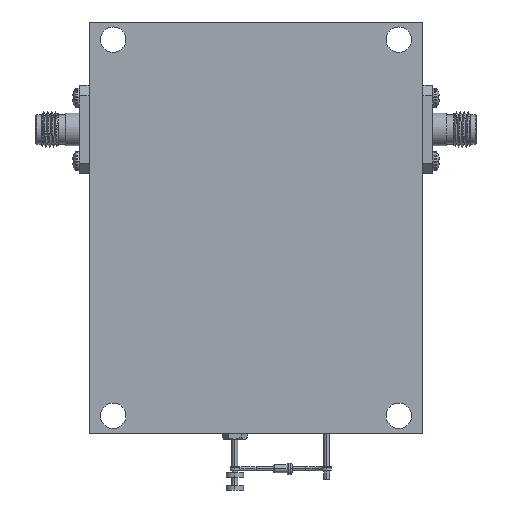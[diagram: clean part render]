
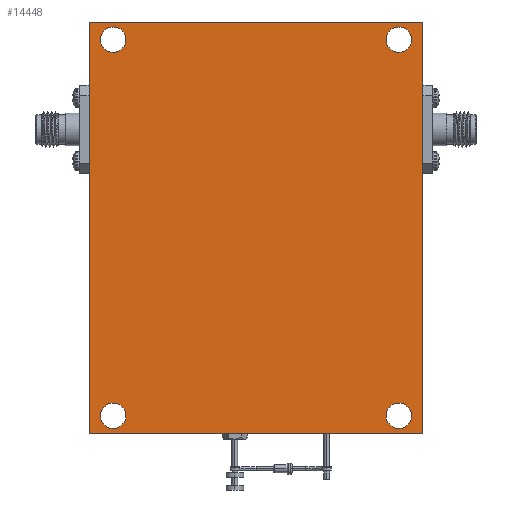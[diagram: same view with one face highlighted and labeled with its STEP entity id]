
A CAD part, front view. The second image highlights one B-rep face of the part: STEP entity #14448.
In plain terms, the highlighted planar face has unit normal (0, -1, 0).
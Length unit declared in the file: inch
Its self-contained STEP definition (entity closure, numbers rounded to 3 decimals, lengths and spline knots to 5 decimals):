
#191 = DIRECTION ( 'NONE',  ( 0., 1., 0. ) ) ;
#378 = VECTOR ( 'NONE', #26579, 39.37008 ) ;
#877 = ORIENTED_EDGE ( 'NONE', *, *, #65063, .T. ) ;
#1447 = CARTESIAN_POINT ( 'NONE',  ( 1.01, -0.315, 1.42 ) ) ;
#2393 = DIRECTION ( 'NONE',  ( 0., 0., 1. ) ) ;
#2450 = EDGE_CURVE ( 'NONE', #55345, #44133, #68957, .T. ) ;
#2914 = CARTESIAN_POINT ( 'NONE',  ( 1.01, -0.315, 1.24 ) ) ;
#4029 = ORIENTED_EDGE ( 'NONE', *, *, #25088, .T. ) ;
#4757 = VERTEX_POINT ( 'NONE', #45542 ) ;
#5715 = CARTESIAN_POINT ( 'NONE',  ( 1.01, -0.315, 1.33 ) ) ;
#5898 = DIRECTION ( 'NONE',  ( 0., 1., 0. ) ) ;
#7343 = DIRECTION ( 'NONE',  ( 0., 0., 1. ) ) ;
#7981 = ORIENTED_EDGE ( 'NONE', *, *, #27034, .T. ) ;
#8138 = CARTESIAN_POINT ( 'NONE',  ( -1.01, -0.315, -1.24 ) ) ;
#8706 = EDGE_LOOP ( 'NONE', ( #7981, #24394 ) ) ;
#9479 = CARTESIAN_POINT ( 'NONE',  ( 1.01, -0.315, -1.24 ) ) ;
#9480 = PLANE ( 'NONE',  #59420 ) ;
#10675 = DIRECTION ( 'NONE',  ( 0., 0., 1. ) ) ;
#10928 = CIRCLE ( 'NONE', #40867, 0.09 ) ;
#10948 = CARTESIAN_POINT ( 'NONE',  ( -1.01, -0.315, 1.42 ) ) ;
#11122 = DIRECTION ( 'NONE',  ( 0., 0., 1. ) ) ;
#11847 = CARTESIAN_POINT ( 'NONE',  ( 1.01, -0.315, 1.33 ) ) ;
#13914 = CARTESIAN_POINT ( 'NONE',  ( -1.01, -0.315, -1.42 ) ) ;
#14192 = FACE_BOUND ( 'NONE', #71515, .T. ) ;
#14195 = CIRCLE ( 'NONE', #52747, 0.09 ) ;
#14448 = ADVANCED_FACE ( 'NONE', ( #14192, #41920, #44627, #55055, #29813 ), #9480, .T. ) ;
#14506 = DIRECTION ( 'NONE',  ( 0., 0., -1. ) ) ;
#17287 = DIRECTION ( 'NONE',  ( 0., 1., 0. ) ) ;
#17369 = ORIENTED_EDGE ( 'NONE', *, *, #54122, .F. ) ;
#18526 = AXIS2_PLACEMENT_3D ( 'NONE', #50618, #17287, #50863 ) ;
#19728 = VERTEX_POINT ( 'NONE', #69596 ) ;
#21019 = VERTEX_POINT ( 'NONE', #26233 ) ;
#21123 = CARTESIAN_POINT ( 'NONE',  ( 0., -0.315, 0. ) ) ;
#21581 = EDGE_LOOP ( 'NONE', ( #17369, #33752, #35504, #23099 ) ) ;
#21826 = CARTESIAN_POINT ( 'NONE',  ( 1.01, -0.315, -1.33 ) ) ;
#22691 = CIRCLE ( 'NONE', #45665, 0.09 ) ;
#22819 = CARTESIAN_POINT ( 'NONE',  ( -1.01, -0.315, 1.33 ) ) ;
#23099 = ORIENTED_EDGE ( 'NONE', *, *, #2450, .F. ) ;
#24394 = ORIENTED_EDGE ( 'NONE', *, *, #36167, .T. ) ;
#25088 = EDGE_CURVE ( 'NONE', #29698, #4757, #34732, .T. ) ;
#26233 = CARTESIAN_POINT ( 'NONE',  ( -1.18, -0.315, 1.455 ) ) ;
#26579 = DIRECTION ( 'NONE',  ( 0., 0., 1. ) ) ;
#27034 = EDGE_CURVE ( 'NONE', #30590, #33775, #10928, .T. ) ;
#27649 = DIRECTION ( 'NONE',  ( 0., 1., 0. ) ) ;
#29698 = VERTEX_POINT ( 'NONE', #9479 ) ;
#29813 = FACE_OUTER_BOUND ( 'NONE', #21581, .T. ) ;
#29937 = CIRCLE ( 'NONE', #33714, 0.09 ) ;
#30419 = VERTEX_POINT ( 'NONE', #2914 ) ;
#30590 = VERTEX_POINT ( 'NONE', #10948 ) ;
#31329 = CARTESIAN_POINT ( 'NONE',  ( -1.01, -0.315, 1.24 ) ) ;
#31760 = EDGE_LOOP ( 'NONE', ( #41965, #54518 ) ) ;
#32592 = DIRECTION ( 'NONE',  ( 0., 1., 0. ) ) ;
#33380 = LINE ( 'NONE', #59959, #378 ) ;
#33667 = DIRECTION ( 'NONE',  ( 0., 0., 1. ) ) ;
#33714 = AXIS2_PLACEMENT_3D ( 'NONE', #38454, #32592, #71163 ) ;
#33752 = ORIENTED_EDGE ( 'NONE', *, *, #38871, .F. ) ;
#33775 = VERTEX_POINT ( 'NONE', #31329 ) ;
#33979 = DIRECTION ( 'NONE',  ( 0., 1., 0. ) ) ;
#34064 = VERTEX_POINT ( 'NONE', #1447 ) ;
#34459 = CIRCLE ( 'NONE', #35545, 0.09 ) ;
#34732 = CIRCLE ( 'NONE', #18526, 0.09 ) ;
#35504 = ORIENTED_EDGE ( 'NONE', *, *, #64103, .F. ) ;
#35545 = AXIS2_PLACEMENT_3D ( 'NONE', #62882, #5898, #7343 ) ;
#36167 = EDGE_CURVE ( 'NONE', #33775, #30590, #22691, .T. ) ;
#36264 = CARTESIAN_POINT ( 'NONE',  ( -1.18, -0.315, 1.455 ) ) ;
#37311 = EDGE_LOOP ( 'NONE', ( #4029, #877 ) ) ;
#38236 = EDGE_CURVE ( 'NONE', #67646, #63820, #34459, .T. ) ;
#38454 = CARTESIAN_POINT ( 'NONE',  ( -1.01, -0.315, -1.33 ) ) ;
#38871 = EDGE_CURVE ( 'NONE', #21019, #19728, #67568, .T. ) ;
#39197 = EDGE_CURVE ( 'NONE', #63820, #67646, #29937, .T. ) ;
#39444 = CARTESIAN_POINT ( 'NONE',  ( -1.18, -0.315, -1.455 ) ) ;
#40867 = AXIS2_PLACEMENT_3D ( 'NONE', #22819, #33979, #2393 ) ;
#41356 = DIRECTION ( 'NONE',  ( 1., 0., 0. ) ) ;
#41920 = FACE_BOUND ( 'NONE', #37311, .T. ) ;
#41965 = ORIENTED_EDGE ( 'NONE', *, *, #61966, .T. ) ;
#42106 = EDGE_CURVE ( 'NONE', #30419, #34064, #56543, .T. ) ;
#42660 = AXIS2_PLACEMENT_3D ( 'NONE', #21826, #27649, #10675 ) ;
#43743 = DIRECTION ( 'NONE',  ( 0., -1., 0. ) ) ;
#44133 = VERTEX_POINT ( 'NONE', #60905 ) ;
#44256 = DIRECTION ( 'NONE',  ( 0., 0., 1. ) ) ;
#44627 = FACE_BOUND ( 'NONE', #8706, .T. ) ;
#45390 = LINE ( 'NONE', #58343, #54996 ) ;
#45542 = CARTESIAN_POINT ( 'NONE',  ( 1.01, -0.315, -1.42 ) ) ;
#45665 = AXIS2_PLACEMENT_3D ( 'NONE', #66517, #60608, #44256 ) ;
#48857 = DIRECTION ( 'NONE',  ( 0., 0., -1. ) ) ;
#50494 = DIRECTION ( 'NONE',  ( 0., 1., 0. ) ) ;
#50572 = CARTESIAN_POINT ( 'NONE',  ( 1.18, -0.315, -1.455 ) ) ;
#50618 = CARTESIAN_POINT ( 'NONE',  ( 1.01, -0.315, -1.33 ) ) ;
#50863 = DIRECTION ( 'NONE',  ( 0., 0., 1. ) ) ;
#51766 = VECTOR ( 'NONE', #41356, 39.37008 ) ;
#52356 = ORIENTED_EDGE ( 'NONE', *, *, #39197, .T. ) ;
#52456 = CIRCLE ( 'NONE', #42660, 0.09 ) ;
#52747 = AXIS2_PLACEMENT_3D ( 'NONE', #5715, #50494, #11122 ) ;
#54044 = VECTOR ( 'NONE', #67543, 39.37008 ) ;
#54122 = EDGE_CURVE ( 'NONE', #19728, #55345, #45390, .T. ) ;
#54518 = ORIENTED_EDGE ( 'NONE', *, *, #42106, .T. ) ;
#54996 = VECTOR ( 'NONE', #14506, 39.37008 ) ;
#55055 = FACE_BOUND ( 'NONE', #31760, .T. ) ;
#55345 = VERTEX_POINT ( 'NONE', #50572 ) ;
#56543 = CIRCLE ( 'NONE', #64703, 0.09 ) ;
#58343 = CARTESIAN_POINT ( 'NONE',  ( 1.18, -0.315, 1.455 ) ) ;
#59420 = AXIS2_PLACEMENT_3D ( 'NONE', #21123, #43743, #48857 ) ;
#59959 = CARTESIAN_POINT ( 'NONE',  ( -1.18, -0.315, 1.455 ) ) ;
#60608 = DIRECTION ( 'NONE',  ( 0., 1., 0. ) ) ;
#60905 = CARTESIAN_POINT ( 'NONE',  ( -1.18, -0.315, -1.455 ) ) ;
#61077 = ORIENTED_EDGE ( 'NONE', *, *, #38236, .T. ) ;
#61966 = EDGE_CURVE ( 'NONE', #34064, #30419, #14195, .T. ) ;
#62882 = CARTESIAN_POINT ( 'NONE',  ( -1.01, -0.315, -1.33 ) ) ;
#63820 = VERTEX_POINT ( 'NONE', #8138 ) ;
#64103 = EDGE_CURVE ( 'NONE', #44133, #21019, #33380, .T. ) ;
#64703 = AXIS2_PLACEMENT_3D ( 'NONE', #11847, #191, #33667 ) ;
#65063 = EDGE_CURVE ( 'NONE', #4757, #29698, #52456, .T. ) ;
#66517 = CARTESIAN_POINT ( 'NONE',  ( -1.01, -0.315, 1.33 ) ) ;
#67543 = DIRECTION ( 'NONE',  ( -1., 0., 0. ) ) ;
#67568 = LINE ( 'NONE', #36264, #51766 ) ;
#67646 = VERTEX_POINT ( 'NONE', #13914 ) ;
#68957 = LINE ( 'NONE', #39444, #54044 ) ;
#69596 = CARTESIAN_POINT ( 'NONE',  ( 1.18, -0.315, 1.455 ) ) ;
#71163 = DIRECTION ( 'NONE',  ( 0., 0., 1. ) ) ;
#71515 = EDGE_LOOP ( 'NONE', ( #52356, #61077 ) ) ;
